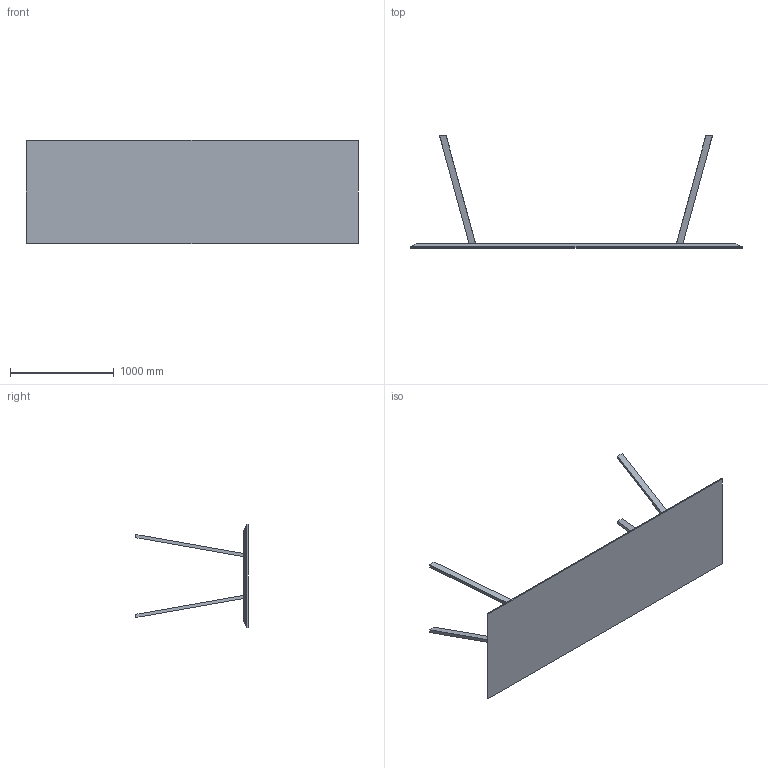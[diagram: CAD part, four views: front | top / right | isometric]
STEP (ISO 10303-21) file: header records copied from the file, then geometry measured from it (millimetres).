
FILE_DESCRIPTION((''),'2;1');
FILE_NAME('SOLID_T_STEHTISCH_ASM','2018-10-18T',('user'),(''),'CREO PARAMETRIC BY PTC INC, 2017300','CREO PARAMETRIC BY PTC INC, 2017300','');
FILE_SCHEMA(('CONFIG_CONTROL_DESIGN'));
Length unit declared in the file: millimetre
Products named in the file (4): TISCHPLATTE_STEHTISCH; TISCHFUSS_STEHTISCH; STEHTISCHFUSS2; SOLID_T_STEHTISCH_ASM
Assembly tree (3 placements, depth 2):
  SOLID_T_STEHTISCH_ASM
    TISCHPLATTE_STEHTISCH
    TISCHFUSS_STEHTISCH
    STEHTISCHFUSS2
Bounding box: 3200 x 1080 x 1000 mm (x, y, z)
Volume: 126871234.4 mm3; surface area: 8099895.1 mm2
Topology: 3 solids, 3 shells, 208 faces, 524 edges, 344 vertices
Faces by surface type: plane 116, cylinder 76, cone 16
Entity records: 6424 total; most frequent: DIRECTION 1110, CARTESIAN_POINT 1107, ORIENTED_EDGE 1048, EDGE_CURVE 524, AXIS2_PLACEMENT_3D 379, VECTOR 352, LINE 352, VERTEX_POINT 344
